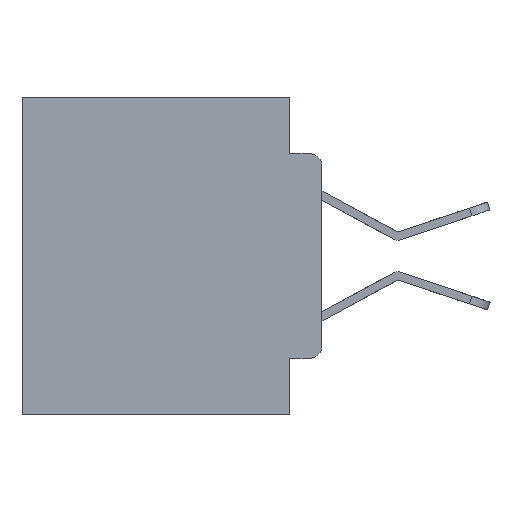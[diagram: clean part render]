
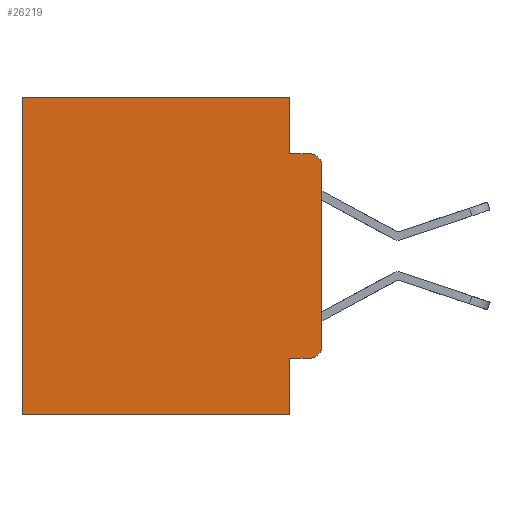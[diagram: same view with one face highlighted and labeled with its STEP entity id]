
A CAD part, left-side view. The second image highlights one B-rep face of the part: STEP entity #26219.
In plain terms, the highlighted planar face has unit normal (-1, 0, 0).
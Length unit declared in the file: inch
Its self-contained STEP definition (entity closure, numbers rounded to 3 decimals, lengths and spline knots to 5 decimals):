
#156 = ORIENTED_EDGE ( 'NONE', *, *, #2265, .F. ) ;
#1845 = CARTESIAN_POINT ( 'NONE',  ( 0.298, 0.051, -0.0885 ) ) ;
#2184 = LINE ( 'NONE', #11385, #14042 ) ;
#2240 = CARTESIAN_POINT ( 'NONE',  ( 0.298, 0., -0.5 ) ) ;
#2265 = EDGE_CURVE ( 'NONE', #20637, #26388, #15046, .T. ) ;
#2951 = AXIS2_PLACEMENT_3D ( 'NONE', #9850, #7694, #5536 ) ;
#3035 = CARTESIAN_POINT ( 'NONE',  ( 0.298, 0., -0.3915 ) ) ;
#3230 = AXIS2_PLACEMENT_3D ( 'NONE', #13634, #19967, #6880 ) ;
#3334 = CARTESIAN_POINT ( 'NONE',  ( 0.298, 0., -0.1085 ) ) ;
#3477 = CARTESIAN_POINT ( 'NONE',  ( 0.298, 0., 0. ) ) ;
#3549 = ORIENTED_EDGE ( 'NONE', *, *, #17952, .T. ) ;
#3629 = EDGE_CURVE ( 'NONE', #18375, #13281, #23341, .T. ) ;
#3787 = LINE ( 'NONE', #12714, #15394 ) ;
#4057 = CARTESIAN_POINT ( 'NONE',  ( 0.298, 0.473, 0. ) ) ;
#4610 = LINE ( 'NONE', #4895, #8963 ) ;
#4895 = CARTESIAN_POINT ( 'NONE',  ( 0.298, 0.051, -0.0885 ) ) ;
#5345 = DIRECTION ( 'NONE',  ( 0., 0., -1. ) ) ;
#5402 = CARTESIAN_POINT ( 'NONE',  ( 0.298, 0., 0. ) ) ;
#5536 = DIRECTION ( 'NONE',  ( 0., 0., -1. ) ) ;
#6498 = DIRECTION ( 'NONE',  ( 0., -1., 0. ) ) ;
#6547 = CARTESIAN_POINT ( 'NONE',  ( 0.298, 0.473, -0.5 ) ) ;
#6880 = DIRECTION ( 'NONE',  ( 0., 0., -1. ) ) ;
#7105 = CIRCLE ( 'NONE', #2951, 0.02 ) ;
#7383 = CARTESIAN_POINT ( 'NONE',  ( 0.298, 0.051, 0. ) ) ;
#7511 = DIRECTION ( 'NONE',  ( 0., 1., 0. ) ) ;
#7694 = DIRECTION ( 'NONE',  ( -1., 0., 0. ) ) ;
#8032 = EDGE_CURVE ( 'NONE', #14112, #12497, #2184, .T. ) ;
#8380 = ORIENTED_EDGE ( 'NONE', *, *, #20000, .F. ) ;
#8436 = ORIENTED_EDGE ( 'NONE', *, *, #21238, .F. ) ;
#8800 = CARTESIAN_POINT ( 'NONE',  ( 0.298, 0.051, -0.4115 ) ) ;
#8963 = VECTOR ( 'NONE', #6498, 39.37008 ) ;
#9028 = EDGE_CURVE ( 'NONE', #21561, #26388, #27043, .T. ) ;
#9480 = EDGE_LOOP ( 'NONE', ( #10538, #25742, #8380, #17475, #27329, #27263, #156, #8436, #21879, #3549 ) ) ;
#9511 = VERTEX_POINT ( 'NONE', #23116 ) ;
#9850 = CARTESIAN_POINT ( 'NONE',  ( 0.298, 0.02, -0.3915 ) ) ;
#10273 = VERTEX_POINT ( 'NONE', #8800 ) ;
#10302 = CARTESIAN_POINT ( 'NONE',  ( 0.298, 0.02, -0.0885 ) ) ;
#10538 = ORIENTED_EDGE ( 'NONE', *, *, #3629, .F. ) ;
#11275 = DIRECTION ( 'NONE',  ( 0., 0., -1. ) ) ;
#11385 = CARTESIAN_POINT ( 'NONE',  ( 0.298, 0.051, 0. ) ) ;
#12497 = VERTEX_POINT ( 'NONE', #1845 ) ;
#12612 = CARTESIAN_POINT ( 'NONE',  ( 0.298, 0.051, 0. ) ) ;
#12622 = DIRECTION ( 'NONE',  ( 0., 1., 0. ) ) ;
#12714 = CARTESIAN_POINT ( 'NONE',  ( 0.298, 0.051, -0.4115 ) ) ;
#12809 = VERTEX_POINT ( 'NONE', #10302 ) ;
#13281 = VERTEX_POINT ( 'NONE', #3035 ) ;
#13370 = VECTOR ( 'NONE', #11275, 39.37008 ) ;
#13385 = VECTOR ( 'NONE', #7511, 39.37008 ) ;
#13634 = CARTESIAN_POINT ( 'NONE',  ( 0.298, 0.02, -0.1085 ) ) ;
#13883 = EDGE_CURVE ( 'NONE', #18375, #12809, #28039, .T. ) ;
#14042 = VECTOR ( 'NONE', #26917, 39.37008 ) ;
#14112 = VERTEX_POINT ( 'NONE', #12612 ) ;
#14897 = EDGE_CURVE ( 'NONE', #14112, #21561, #20467, .T. ) ;
#15046 = LINE ( 'NONE', #2240, #16413 ) ;
#15394 = VECTOR ( 'NONE', #17154, 39.37008 ) ;
#16001 = CARTESIAN_POINT ( 'NONE',  ( 0.298, 0., 0. ) ) ;
#16342 = FACE_OUTER_BOUND ( 'NONE', #9480, .T. ) ;
#16413 = VECTOR ( 'NONE', #12622, 39.37008 ) ;
#16520 = CARTESIAN_POINT ( 'NONE',  ( 0.298, 0.051, -0.5 ) ) ;
#17154 = DIRECTION ( 'NONE',  ( 0., -1., 0. ) ) ;
#17475 = ORIENTED_EDGE ( 'NONE', *, *, #8032, .F. ) ;
#17952 = EDGE_CURVE ( 'NONE', #9511, #13281, #7105, .T. ) ;
#18375 = VERTEX_POINT ( 'NONE', #3334 ) ;
#18497 = DIRECTION ( 'NONE',  ( 1., 0., 0. ) ) ;
#19086 = DIRECTION ( 'NONE',  ( 0., 0., -1. ) ) ;
#19967 = DIRECTION ( 'NONE',  ( -1., 0., 0. ) ) ;
#20000 = EDGE_CURVE ( 'NONE', #12497, #12809, #4610, .T. ) ;
#20467 = LINE ( 'NONE', #16001, #13385 ) ;
#20637 = VERTEX_POINT ( 'NONE', #16520 ) ;
#21238 = EDGE_CURVE ( 'NONE', #10273, #20637, #22775, .T. ) ;
#21561 = VERTEX_POINT ( 'NONE', #4057 ) ;
#21879 = ORIENTED_EDGE ( 'NONE', *, *, #26848, .T. ) ;
#22259 = AXIS2_PLACEMENT_3D ( 'NONE', #5402, #18497, #19086 ) ;
#22453 = CARTESIAN_POINT ( 'NONE',  ( 0.298, 0.473, 0. ) ) ;
#22775 = LINE ( 'NONE', #7383, #13370 ) ;
#23116 = CARTESIAN_POINT ( 'NONE',  ( 0.298, 0.02, -0.4115 ) ) ;
#23341 = LINE ( 'NONE', #3477, #24641 ) ;
#24641 = VECTOR ( 'NONE', #5345, 39.37008 ) ;
#24698 = VECTOR ( 'NONE', #25040, 39.37008 ) ;
#25040 = DIRECTION ( 'NONE',  ( 0., 0., -1. ) ) ;
#25119 = PLANE ( 'NONE',  #22259 ) ;
#25742 = ORIENTED_EDGE ( 'NONE', *, *, #13883, .T. ) ;
#26219 = ADVANCED_FACE ( 'NONE', ( #16342 ), #25119, .F. ) ;
#26388 = VERTEX_POINT ( 'NONE', #6547 ) ;
#26848 = EDGE_CURVE ( 'NONE', #10273, #9511, #3787, .T. ) ;
#26917 = DIRECTION ( 'NONE',  ( 0., 0., -1. ) ) ;
#27043 = LINE ( 'NONE', #22453, #24698 ) ;
#27263 = ORIENTED_EDGE ( 'NONE', *, *, #9028, .T. ) ;
#27329 = ORIENTED_EDGE ( 'NONE', *, *, #14897, .T. ) ;
#28039 = CIRCLE ( 'NONE', #3230, 0.02 ) ;
